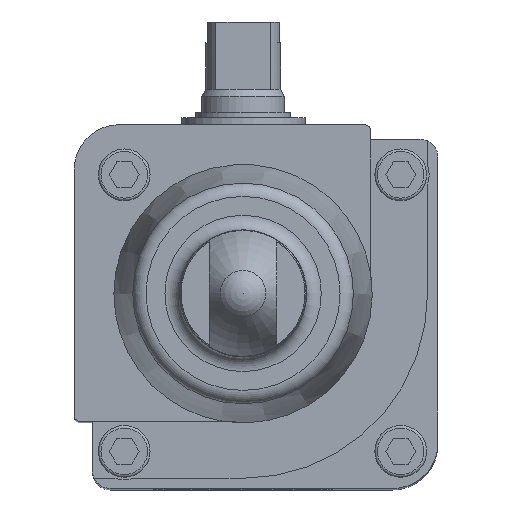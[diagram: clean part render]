
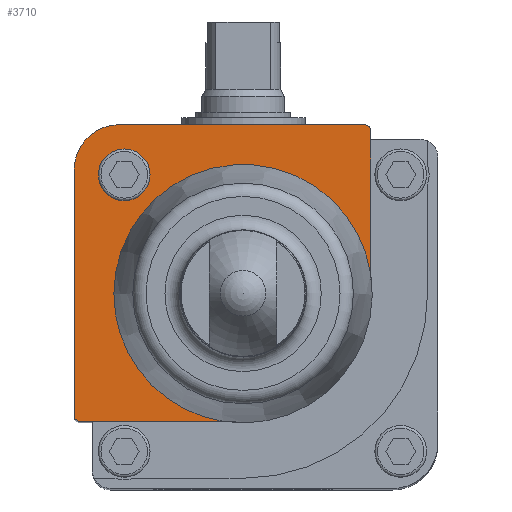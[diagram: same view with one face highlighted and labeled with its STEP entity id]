
A CAD part, top view. The second image highlights one B-rep face of the part: STEP entity #3710.
In plain terms, the highlighted planar face has unit normal (0, 0, 1).
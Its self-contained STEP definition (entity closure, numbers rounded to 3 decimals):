
#117=PLANE('',#4006);
#295=LINE('',#5702,#613);
#296=LINE('',#5707,#614);
#297=LINE('',#5711,#615);
#298=LINE('',#5715,#616);
#613=VECTOR('',#4519,1000.);
#614=VECTOR('',#4522,1000.);
#615=VECTOR('',#4525,1000.);
#616=VECTOR('',#4528,1000.);
#965=ORIENTED_EDGE('',*,*,#1947,.T.);
#966=ORIENTED_EDGE('',*,*,#1948,.T.);
#967=ORIENTED_EDGE('',*,*,#1949,.T.);
#968=ORIENTED_EDGE('',*,*,#1950,.T.);
#969=ORIENTED_EDGE('',*,*,#1951,.T.);
#970=ORIENTED_EDGE('',*,*,#1952,.T.);
#971=ORIENTED_EDGE('',*,*,#1953,.T.);
#972=ORIENTED_EDGE('',*,*,#1954,.T.);
#973=ORIENTED_EDGE('',*,*,#1955,.T.);
#1947=EDGE_CURVE('',#2434,#2434,#2768,.T.);
#1948=EDGE_CURVE('',#2435,#2436,#295,.T.);
#1949=EDGE_CURVE('',#2436,#2437,#2769,.T.);
#1950=EDGE_CURVE('',#2437,#2438,#296,.T.);
#1951=EDGE_CURVE('',#2438,#2439,#2770,.T.);
#1952=EDGE_CURVE('',#2439,#2440,#297,.T.);
#1953=EDGE_CURVE('',#2440,#2441,#2771,.T.);
#1954=EDGE_CURVE('',#2441,#2442,#298,.T.);
#1955=EDGE_CURVE('',#2442,#2435,#2772,.T.);
#2434=VERTEX_POINT('',#5701);
#2435=VERTEX_POINT('',#5703);
#2436=VERTEX_POINT('',#5704);
#2437=VERTEX_POINT('',#5706);
#2438=VERTEX_POINT('',#5708);
#2439=VERTEX_POINT('',#5710);
#2440=VERTEX_POINT('',#5712);
#2441=VERTEX_POINT('',#5714);
#2442=VERTEX_POINT('',#5716);
#2768=CIRCLE('',#4007,5.);
#2769=CIRCLE('',#4008,25.);
#2770=CIRCLE('',#4009,1.184);
#2771=CIRCLE('',#4010,8.8);
#2772=CIRCLE('',#4011,1.184);
#2936=EDGE_LOOP('',(#965));
#2937=EDGE_LOOP('',(#966,#967,#968,#969,#970,#971,#972,#973));
#3290=FACE_BOUND('',#2936,.T.);
#3291=FACE_BOUND('',#2937,.T.);
#3710=ADVANCED_FACE('',(#3290,#3291),#117,.T.);
#4006=AXIS2_PLACEMENT_3D('',#5699,#4515,#4516);
#4007=AXIS2_PLACEMENT_3D('',#5700,#4517,#4518);
#4008=AXIS2_PLACEMENT_3D('',#5705,#4520,#4521);
#4009=AXIS2_PLACEMENT_3D('',#5709,#4523,#4524);
#4010=AXIS2_PLACEMENT_3D('',#5713,#4526,#4527);
#4011=AXIS2_PLACEMENT_3D('',#5717,#4529,#4530);
#4515=DIRECTION('',(0.,0.,1.));
#4516=DIRECTION('',(1.,0.,0.));
#4517=DIRECTION('',(0.,0.,-1.));
#4518=DIRECTION('',(-1.,0.,0.));
#4519=DIRECTION('',(1.,0.,0.));
#4520=DIRECTION('',(0.,0.,-1.));
#4521=DIRECTION('',(-1.,0.,0.));
#4522=DIRECTION('',(0.,1.,0.));
#4523=DIRECTION('',(0.,0.,1.));
#4524=DIRECTION('',(1.,0.,0.));
#4525=DIRECTION('',(-1.,0.,0.));
#4526=DIRECTION('',(0.,0.,1.));
#4527=DIRECTION('',(1.,0.,0.));
#4528=DIRECTION('',(0.,-1.,0.));
#4529=DIRECTION('',(0.,0.,1.));
#4530=DIRECTION('',(1.,0.,0.));
#5699=CARTESIAN_POINT('',(-31.516,-23.516,79.6));
#5700=CARTESIAN_POINT('',(-23.,23.,79.6));
#5701=CARTESIAN_POINT('',(-28.,23.,79.6));
#5702=CARTESIAN_POINT('',(-31.516,-24.7,79.6));
#5703=CARTESIAN_POINT('',(-31.516,-24.7,79.6));
#5704=CARTESIAN_POINT('',(-3.861,-24.7,79.6));
#5705=CARTESIAN_POINT('',(0.,0.,79.6));
#5706=CARTESIAN_POINT('',(24.7,3.861,79.6));
#5707=CARTESIAN_POINT('',(24.7,29.884,79.6));
#5708=CARTESIAN_POINT('',(24.7,31.516,79.6));
#5709=CARTESIAN_POINT('',(23.516,31.516,79.6));
#5710=CARTESIAN_POINT('',(23.516,32.7,79.6));
#5711=CARTESIAN_POINT('',(23.516,32.7,79.6));
#5712=CARTESIAN_POINT('',(-23.9,32.7,79.6));
#5713=CARTESIAN_POINT('',(-23.9,23.9,79.6));
#5714=CARTESIAN_POINT('',(-32.7,23.9,79.6));
#5715=CARTESIAN_POINT('',(-32.7,23.9,79.6));
#5716=CARTESIAN_POINT('',(-32.7,-23.516,79.6));
#5717=CARTESIAN_POINT('',(-31.516,-23.516,79.6));
